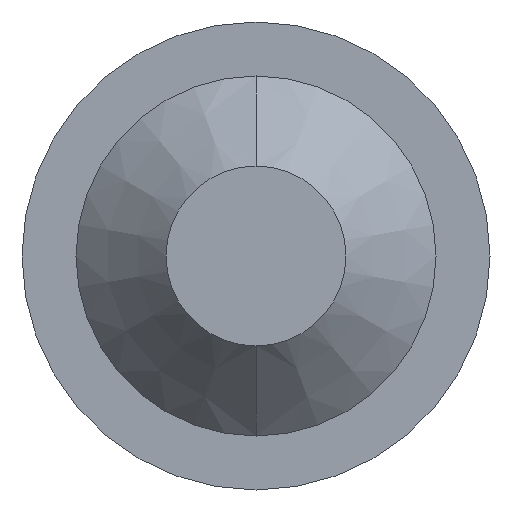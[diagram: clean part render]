
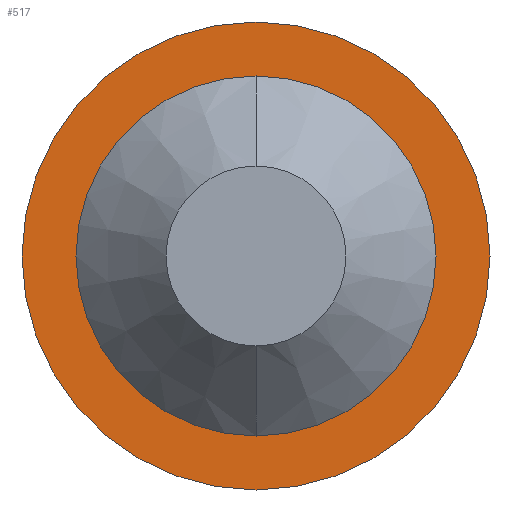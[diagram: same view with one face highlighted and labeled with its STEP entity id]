
A CAD part, front view. The second image highlights one B-rep face of the part: STEP entity #517.
In plain terms, the highlighted planar face has unit normal (0, -1, 0).
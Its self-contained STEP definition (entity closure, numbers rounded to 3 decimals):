
#10 = CARTESIAN_POINT ( 'NONE',  ( 0., 0., 0. ) ) ;
#24 = DIRECTION ( 'NONE',  ( 0., -1., 0. ) ) ;
#34 = EDGE_LOOP ( 'NONE', ( #215, #371 ) ) ;
#39 = VERTEX_POINT ( 'NONE', #190 ) ;
#54 = DIRECTION ( 'NONE',  ( 0., 0., -1. ) ) ;
#68 = EDGE_CURVE ( 'NONE', #76, #234, #390, .T. ) ;
#71 = DIRECTION ( 'NONE',  ( 0., -1., 0. ) ) ;
#72 = DIRECTION ( 'NONE',  ( 0., 1., 0. ) ) ;
#76 = VERTEX_POINT ( 'NONE', #92 ) ;
#77 = AXIS2_PLACEMENT_3D ( 'NONE', #451, #71, #574 ) ;
#92 = CARTESIAN_POINT ( 'NONE',  ( 0., 0., 1.3 ) ) ;
#97 = ORIENTED_EDGE ( 'NONE', *, *, #68, .T. ) ;
#108 = CIRCLE ( 'NONE', #262, 1. ) ;
#122 = CIRCLE ( 'NONE', #449, 1. ) ;
#150 = CARTESIAN_POINT ( 'NONE',  ( 0., 0., 0. ) ) ;
#154 = EDGE_CURVE ( 'NONE', #234, #76, #335, .T. ) ;
#169 = EDGE_CURVE ( 'NONE', #39, #207, #108, .T. ) ;
#190 = CARTESIAN_POINT ( 'NONE',  ( 0., 0., 1. ) ) ;
#207 = VERTEX_POINT ( 'NONE', #220 ) ;
#210 = CARTESIAN_POINT ( 'NONE',  ( 0., 0., 0. ) ) ;
#215 = ORIENTED_EDGE ( 'NONE', *, *, #169, .T. ) ;
#220 = CARTESIAN_POINT ( 'NONE',  ( 0., 0., -1. ) ) ;
#234 = VERTEX_POINT ( 'NONE', #544 ) ;
#245 = CARTESIAN_POINT ( 'NONE',  ( 0., 0., 0. ) ) ;
#260 = EDGE_LOOP ( 'NONE', ( #501, #97 ) ) ;
#262 = AXIS2_PLACEMENT_3D ( 'NONE', #210, #72, #397 ) ;
#285 = FACE_OUTER_BOUND ( 'NONE', #260, .T. ) ;
#298 = DIRECTION ( 'NONE',  ( 0., 0., -1. ) ) ;
#325 = DIRECTION ( 'NONE',  ( 0., -1., 0. ) ) ;
#335 = CIRCLE ( 'NONE', #77, 1.3 ) ;
#371 = ORIENTED_EDGE ( 'NONE', *, *, #498, .T. ) ;
#384 = DIRECTION ( 'NONE',  ( 0., 0., 1. ) ) ;
#388 = FACE_BOUND ( 'NONE', #34, .T. ) ;
#390 = CIRCLE ( 'NONE', #448, 1.3 ) ;
#397 = DIRECTION ( 'NONE',  ( 0., 0., 1. ) ) ;
#448 = AXIS2_PLACEMENT_3D ( 'NONE', #10, #325, #54 ) ;
#449 = AXIS2_PLACEMENT_3D ( 'NONE', #150, #523, #384 ) ;
#451 = CARTESIAN_POINT ( 'NONE',  ( 0., 0., 0. ) ) ;
#492 = AXIS2_PLACEMENT_3D ( 'NONE', #245, #24, #298 ) ;
#498 = EDGE_CURVE ( 'NONE', #207, #39, #122, .T. ) ;
#501 = ORIENTED_EDGE ( 'NONE', *, *, #154, .T. ) ;
#517 = ADVANCED_FACE ( 'NONE', ( #388, #285 ), #518, .T. ) ;
#518 = PLANE ( 'NONE',  #492 ) ;
#523 = DIRECTION ( 'NONE',  ( 0., 1., 0. ) ) ;
#544 = CARTESIAN_POINT ( 'NONE',  ( 0., 0., -1.3 ) ) ;
#574 = DIRECTION ( 'NONE',  ( 0., 0., -1. ) ) ;
